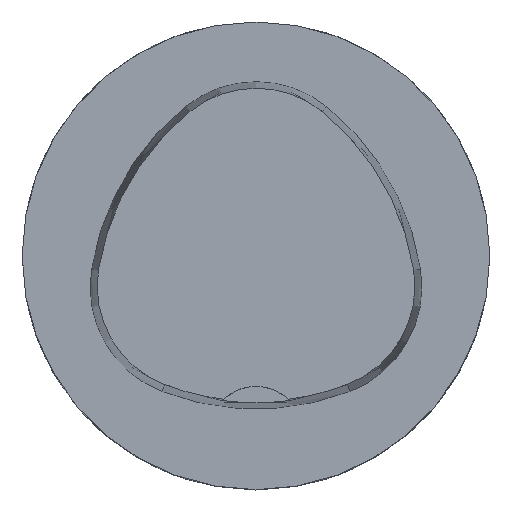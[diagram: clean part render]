
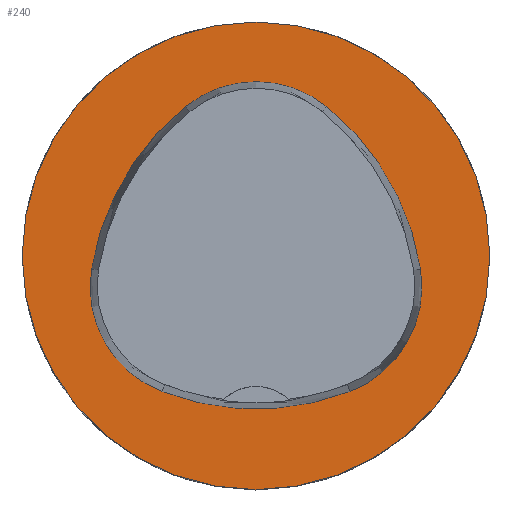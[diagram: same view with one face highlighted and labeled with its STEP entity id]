
A CAD part, top view. The second image highlights one B-rep face of the part: STEP entity #240.
In plain terms, the highlighted planar face has unit normal (0, 0, 1).
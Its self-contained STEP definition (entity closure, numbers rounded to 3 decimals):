
#194=PLANE('',#778);
#240=ADVANCED_FACE('',(#278,#279),#194,.T.);
#278=FACE_BOUND('',#329,.T.);
#279=FACE_BOUND('',#330,.T.);
#329=EDGE_LOOP('',(#428,#429,#430,#431,#432,#433));
#330=EDGE_LOOP('',(#434));
#428=ORIENTED_EDGE('',*,*,#554,.T.);
#429=ORIENTED_EDGE('',*,*,#552,.T.);
#430=ORIENTED_EDGE('',*,*,#550,.T.);
#431=ORIENTED_EDGE('',*,*,#548,.T.);
#432=ORIENTED_EDGE('',*,*,#546,.T.);
#433=ORIENTED_EDGE('',*,*,#544,.T.);
#434=ORIENTED_EDGE('',*,*,#567,.F.);
#493=VERTEX_POINT('',#1086);
#494=VERTEX_POINT('',#1088);
#495=VERTEX_POINT('',#1092);
#496=VERTEX_POINT('',#1096);
#497=VERTEX_POINT('',#1100);
#498=VERTEX_POINT('',#1104);
#507=VERTEX_POINT('',#1136);
#544=EDGE_CURVE('',#494,#493,#604,.T.);
#546=EDGE_CURVE('',#495,#494,#605,.T.);
#548=EDGE_CURVE('',#496,#495,#606,.T.);
#550=EDGE_CURVE('',#497,#496,#607,.T.);
#552=EDGE_CURVE('',#498,#497,#608,.T.);
#554=EDGE_CURVE('',#493,#498,#609,.T.);
#567=EDGE_CURVE('',#507,#507,#610,.T.);
#604=CIRCLE('',#755,28.);
#605=CIRCLE('',#757,12.);
#606=CIRCLE('',#759,28.);
#607=CIRCLE('',#761,12.);
#608=CIRCLE('',#763,28.);
#609=CIRCLE('',#765,12.);
#610=CIRCLE('',#777,25.);
#755=AXIS2_PLACEMENT_3D('',#1087,#895,#896);
#757=AXIS2_PLACEMENT_3D('',#1091,#900,#901);
#759=AXIS2_PLACEMENT_3D('',#1095,#905,#906);
#761=AXIS2_PLACEMENT_3D('',#1099,#910,#911);
#763=AXIS2_PLACEMENT_3D('',#1103,#915,#916);
#765=AXIS2_PLACEMENT_3D('',#1107,#920,#921);
#777=AXIS2_PLACEMENT_3D('',#1135,#952,#953);
#778=AXIS2_PLACEMENT_3D('',#1137,#954,#955);
#895=DIRECTION('',(0.,0.,-1.));
#896=DIRECTION('',(-1.,0.,0.));
#900=DIRECTION('',(0.,0.,-1.));
#901=DIRECTION('',(-1.,0.,0.));
#905=DIRECTION('',(0.,0.,-1.));
#906=DIRECTION('',(-1.,0.,0.));
#910=DIRECTION('',(0.,0.,-1.));
#911=DIRECTION('',(-1.,0.,0.));
#915=DIRECTION('',(0.,0.,-1.));
#916=DIRECTION('',(-1.,0.,0.));
#920=DIRECTION('',(0.,0.,-1.));
#921=DIRECTION('',(-1.,0.,0.));
#952=DIRECTION('',(0.,0.,-1.));
#953=DIRECTION('',(-1.,0.,0.));
#954=DIRECTION('',(0.,0.,1.));
#955=DIRECTION('',(1.,0.,0.));
#1086=CARTESIAN_POINT('',(-10.025,-14.516,0.));
#1087=CARTESIAN_POINT('',(-0.01,11.631,0.));
#1088=CARTESIAN_POINT('',(10.05,-14.499,0.));
#1091=CARTESIAN_POINT('',(5.739,-3.3,0.));
#1092=CARTESIAN_POINT('',(17.59,-1.418,0.));
#1095=CARTESIAN_POINT('',(-10.063,-5.81,0.));
#1096=CARTESIAN_POINT('',(7.567,15.942,0.));
#1099=CARTESIAN_POINT('',(0.011,6.62,0.));
#1100=CARTESIAN_POINT('',(-7.531,15.953,0.));
#1103=CARTESIAN_POINT('',(10.068,-5.824,0.));
#1104=CARTESIAN_POINT('',(-17.584,-1.424,0.));
#1107=CARTESIAN_POINT('',(-5.733,-3.31,0.));
#1135=CARTESIAN_POINT('',(0.,0.,0.));
#1136=CARTESIAN_POINT('',(-25.,0.,0.));
#1137=CARTESIAN_POINT('',(0.,0.,0.));
